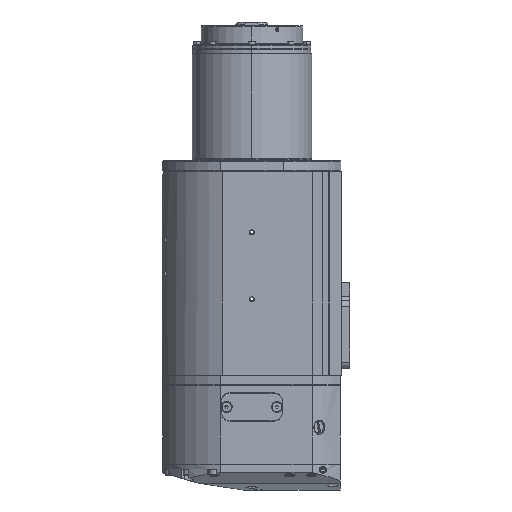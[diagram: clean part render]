
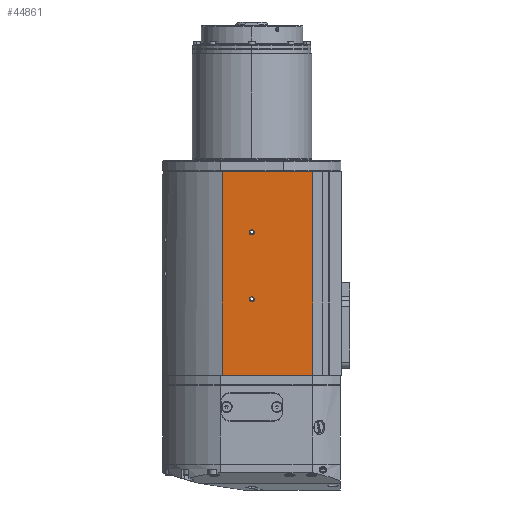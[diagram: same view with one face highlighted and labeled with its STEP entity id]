
A CAD part, left-side view. The second image highlights one B-rep face of the part: STEP entity #44861.
In plain terms, the highlighted planar face has unit normal (-1, 0, 0).
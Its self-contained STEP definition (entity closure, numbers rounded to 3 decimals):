
#5196 = DIRECTION ( 'NONE',  ( 0., 0., 1. ) ) ;
#5248 = CARTESIAN_POINT ( 'NONE',  ( -75., 0., -23.85 ) ) ;
#8429 = PLANE ( 'NONE',  #56360 ) ;
#9140 = DIRECTION ( 'NONE',  ( 0., 1., 0. ) ) ;
#10787 = EDGE_CURVE ( 'NONE', #21916, #44222, #77402, .T. ) ;
#12012 = DIRECTION ( 'NONE',  ( -1., 0., 0. ) ) ;
#13196 = EDGE_CURVE ( 'NONE', #79234, #102324, #28823, .T. ) ;
#13886 = CARTESIAN_POINT ( 'NONE',  ( -75., 0., 36.35 ) ) ;
#14350 = VERTEX_POINT ( 'NONE', #104618 ) ;
#14914 = EDGE_CURVE ( 'NONE', #14350, #58876, #35032, .T. ) ;
#16476 = CARTESIAN_POINT ( 'NONE',  ( -75., 110., -85.25 ) ) ;
#17179 = EDGE_CURVE ( 'NONE', #58876, #14350, #44721, .T. ) ;
#17484 = EDGE_LOOP ( 'NONE', ( #74131, #60925 ) ) ;
#20575 = LINE ( 'NONE', #89086, #49236 ) ;
#21432 = EDGE_CURVE ( 'NONE', #44222, #61975, #20575, .T. ) ;
#21916 = VERTEX_POINT ( 'NONE', #30735 ) ;
#28823 = CIRCLE ( 'NONE', #64759, 2.1 ) ;
#30438 = CARTESIAN_POINT ( 'NONE',  ( -75., 24.819, 85.25 ) ) ;
#30735 = CARTESIAN_POINT ( 'NONE',  ( -75., 24.819, -85.25 ) ) ;
#31558 = CARTESIAN_POINT ( 'NONE',  ( -75., 0., -21.75 ) ) ;
#33145 = FACE_BOUND ( 'NONE', #53110, .T. ) ;
#35032 = CIRCLE ( 'NONE', #89340, 2.1 ) ;
#35155 = EDGE_CURVE ( 'NONE', #35238, #21916, #83403, .T. ) ;
#35238 = VERTEX_POINT ( 'NONE', #67098 ) ;
#35427 = ORIENTED_EDGE ( 'NONE', *, *, #104621, .T. ) ;
#39936 = DIRECTION ( 'NONE',  ( 0., 0., 1. ) ) ;
#41154 = DIRECTION ( 'NONE',  ( 1., 0., 0. ) ) ;
#41867 = CARTESIAN_POINT ( 'NONE',  ( -75., 24.819, 86.75 ) ) ;
#43610 = ORIENTED_EDGE ( 'NONE', *, *, #82555, .F. ) ;
#44222 = VERTEX_POINT ( 'NONE', #30438 ) ;
#44721 = CIRCLE ( 'NONE', #99317, 2.1 ) ;
#44861 = ADVANCED_FACE ( 'NONE', ( #33145, #94407, #72192 ), #8429, .F. ) ;
#45113 = CARTESIAN_POINT ( 'NONE',  ( -75., 0., 34.25 ) ) ;
#47209 = AXIS2_PLACEMENT_3D ( 'NONE', #69793, #94615, #95688 ) ;
#49236 = VECTOR ( 'NONE', #63921, 1000. ) ;
#51553 = ORIENTED_EDGE ( 'NONE', *, *, #21432, .F. ) ;
#53110 = EDGE_LOOP ( 'NONE', ( #66431, #43610 ) ) ;
#56360 = AXIS2_PLACEMENT_3D ( 'NONE', #41867, #41154, #9140 ) ;
#57248 = VECTOR ( 'NONE', #74734, 1000. ) ;
#58876 = VERTEX_POINT ( 'NONE', #5248 ) ;
#60925 = ORIENTED_EDGE ( 'NONE', *, *, #17179, .F. ) ;
#61975 = VERTEX_POINT ( 'NONE', #78991 ) ;
#62781 = VECTOR ( 'NONE', #5196, 1000. ) ;
#63921 = DIRECTION ( 'NONE',  ( 0., -1., 0. ) ) ;
#64759 = AXIS2_PLACEMENT_3D ( 'NONE', #45113, #12012, #70935 ) ;
#65517 = CARTESIAN_POINT ( 'NONE',  ( -75., 24.819, 86.75 ) ) ;
#66431 = ORIENTED_EDGE ( 'NONE', *, *, #13196, .F. ) ;
#67098 = CARTESIAN_POINT ( 'NONE',  ( -75., -51., -85.25 ) ) ;
#69793 = CARTESIAN_POINT ( 'NONE',  ( -75., 0., 34.25 ) ) ;
#70935 = DIRECTION ( 'NONE',  ( 0., 0., 1. ) ) ;
#72192 = FACE_BOUND ( 'NONE', #17484, .T. ) ;
#73796 = CARTESIAN_POINT ( 'NONE',  ( -75., 0., -21.75 ) ) ;
#74131 = ORIENTED_EDGE ( 'NONE', *, *, #14914, .F. ) ;
#74734 = DIRECTION ( 'NONE',  ( 0., 1., 0. ) ) ;
#77402 = LINE ( 'NONE', #65517, #87860 ) ;
#78991 = CARTESIAN_POINT ( 'NONE',  ( -75., -51., 85.25 ) ) ;
#79234 = VERTEX_POINT ( 'NONE', #13886 ) ;
#81469 = DIRECTION ( 'NONE',  ( -1., 0., 0. ) ) ;
#81787 = DIRECTION ( 'NONE',  ( -1., 0., 0. ) ) ;
#82555 = EDGE_CURVE ( 'NONE', #102324, #79234, #91689, .T. ) ;
#83403 = LINE ( 'NONE', #16476, #57248 ) ;
#83621 = LINE ( 'NONE', #104667, #62781 ) ;
#87860 = VECTOR ( 'NONE', #107773, 1000. ) ;
#89086 = CARTESIAN_POINT ( 'NONE',  ( -75., 110., 85.25 ) ) ;
#89127 = DIRECTION ( 'NONE',  ( 0., 0., 1. ) ) ;
#89340 = AXIS2_PLACEMENT_3D ( 'NONE', #73796, #81469, #39936 ) ;
#91689 = CIRCLE ( 'NONE', #47209, 2.1 ) ;
#92995 = EDGE_LOOP ( 'NONE', ( #35427, #51553, #103510, #106755 ) ) ;
#94407 = FACE_OUTER_BOUND ( 'NONE', #92995, .T. ) ;
#94615 = DIRECTION ( 'NONE',  ( -1., 0., 0. ) ) ;
#95688 = DIRECTION ( 'NONE',  ( 0., 0., 1. ) ) ;
#96405 = CARTESIAN_POINT ( 'NONE',  ( -75., 0., 32.15 ) ) ;
#99317 = AXIS2_PLACEMENT_3D ( 'NONE', #31558, #81787, #89127 ) ;
#102324 = VERTEX_POINT ( 'NONE', #96405 ) ;
#103510 = ORIENTED_EDGE ( 'NONE', *, *, #10787, .F. ) ;
#104618 = CARTESIAN_POINT ( 'NONE',  ( -75., 0., -19.65 ) ) ;
#104621 = EDGE_CURVE ( 'NONE', #35238, #61975, #83621, .T. ) ;
#104667 = CARTESIAN_POINT ( 'NONE',  ( -75., -51., 86.75 ) ) ;
#106755 = ORIENTED_EDGE ( 'NONE', *, *, #35155, .F. ) ;
#107773 = DIRECTION ( 'NONE',  ( 0., 0., 1. ) ) ;
